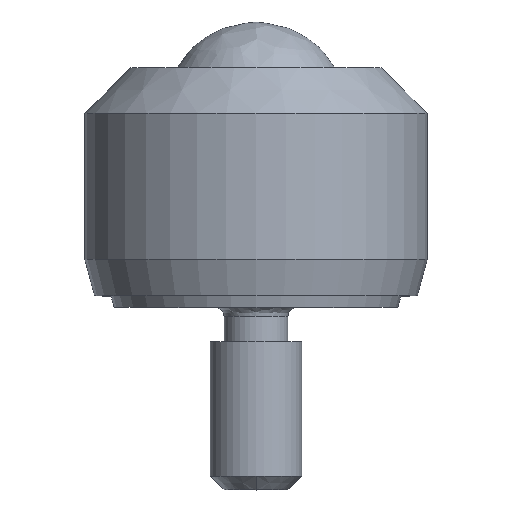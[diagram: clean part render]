
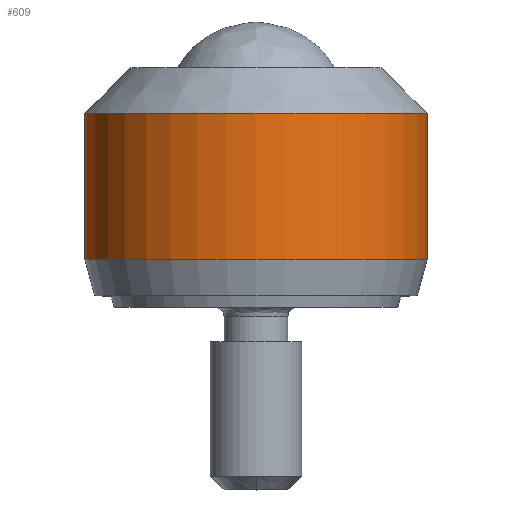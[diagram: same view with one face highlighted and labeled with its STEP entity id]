
A CAD part, top view. The second image highlights one B-rep face of the part: STEP entity #609.
In plain terms, the highlighted cylindrical face has radius 7.5 mm (diameter 15 mm), a partial arc.
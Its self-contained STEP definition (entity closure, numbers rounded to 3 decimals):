
#68 = DIRECTION ( 'NONE',  ( 0., 1., 0. ) ) ;
#75 = CARTESIAN_POINT ( 'NONE',  ( 0., -6.431, 0. ) ) ;
#103 = AXIS2_PLACEMENT_3D ( 'NONE', #309, #303, #616 ) ;
#213 = LINE ( 'NONE', #411, #238 ) ;
#214 = EDGE_LOOP ( 'NONE', ( #693, #627, #639, #689 ) ) ;
#222 = CARTESIAN_POINT ( 'NONE',  ( 7.5, -6.431, 0. ) ) ;
#238 = VECTOR ( 'NONE', #274, 1000. ) ;
#251 = DIRECTION ( 'NONE',  ( -1., 0., 0. ) ) ;
#259 = EDGE_CURVE ( 'NONE', #262, #703, #295, .T. ) ;
#260 = DIRECTION ( 'NONE',  ( 0., -1., 0. ) ) ;
#262 = VERTEX_POINT ( 'NONE', #691 ) ;
#270 = CARTESIAN_POINT ( 'NONE',  ( 0., -0.031, 0. ) ) ;
#274 = DIRECTION ( 'NONE',  ( 0., 1., 0. ) ) ;
#295 = CIRCLE ( 'NONE', #791, 7.5 ) ;
#297 = EDGE_CURVE ( 'NONE', #374, #262, #213, .T. ) ;
#303 = DIRECTION ( 'NONE',  ( 0., 1., 0. ) ) ;
#304 = CARTESIAN_POINT ( 'NONE',  ( -7.5, -0.031, 0. ) ) ;
#309 = CARTESIAN_POINT ( 'NONE',  ( 0., 3.969, 0. ) ) ;
#313 = FACE_OUTER_BOUND ( 'NONE', #214, .T. ) ;
#374 = VERTEX_POINT ( 'NONE', #222 ) ;
#411 = CARTESIAN_POINT ( 'NONE',  ( 7.5, 3.969, 0. ) ) ;
#449 = VECTOR ( 'NONE', #68, 1000. ) ;
#458 = DIRECTION ( 'NONE',  ( -1., 0., 0. ) ) ;
#460 = CIRCLE ( 'NONE', #637, 7.5 ) ;
#545 = EDGE_CURVE ( 'NONE', #675, #703, #619, .T. ) ;
#580 = DIRECTION ( 'NONE',  ( 0., 1., 0. ) ) ;
#609 = ADVANCED_FACE ( 'NONE', ( #313 ), #611, .T. ) ;
#611 = CYLINDRICAL_SURFACE ( 'NONE', #103, 7.5 ) ;
#616 = DIRECTION ( 'NONE',  ( -1., 0., 0. ) ) ;
#619 = LINE ( 'NONE', #726, #449 ) ;
#627 = ORIENTED_EDGE ( 'NONE', *, *, #297, .T. ) ;
#637 = AXIS2_PLACEMENT_3D ( 'NONE', #75, #580, #251 ) ;
#639 = ORIENTED_EDGE ( 'NONE', *, *, #259, .T. ) ;
#675 = VERTEX_POINT ( 'NONE', #741 ) ;
#689 = ORIENTED_EDGE ( 'NONE', *, *, #545, .F. ) ;
#691 = CARTESIAN_POINT ( 'NONE',  ( 7.5, -0.031, 0. ) ) ;
#693 = ORIENTED_EDGE ( 'NONE', *, *, #772, .T. ) ;
#703 = VERTEX_POINT ( 'NONE', #304 ) ;
#726 = CARTESIAN_POINT ( 'NONE',  ( -7.5, 3.969, 0. ) ) ;
#741 = CARTESIAN_POINT ( 'NONE',  ( -7.5, -6.431, 0. ) ) ;
#772 = EDGE_CURVE ( 'NONE', #675, #374, #460, .T. ) ;
#791 = AXIS2_PLACEMENT_3D ( 'NONE', #270, #260, #458 ) ;
